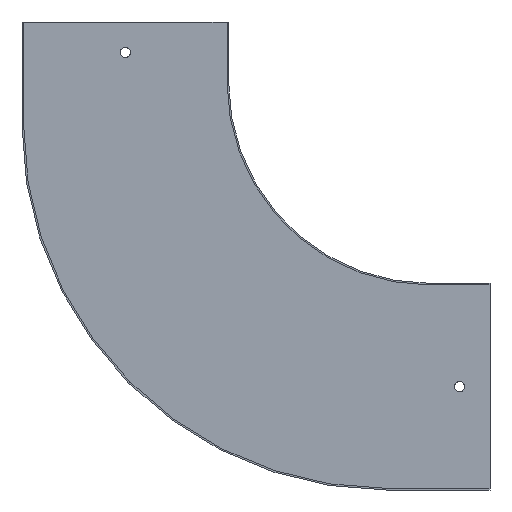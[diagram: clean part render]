
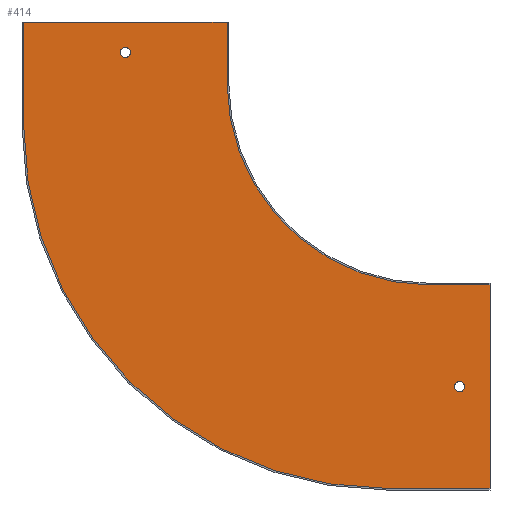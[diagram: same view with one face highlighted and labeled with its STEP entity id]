
A CAD part, front view. The second image highlights one B-rep face of the part: STEP entity #414.
In plain terms, the highlighted planar face has unit normal (0, -1, 0).
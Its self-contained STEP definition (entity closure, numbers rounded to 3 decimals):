
#2 = LINE ( 'NONE', #184, #4 ) ;
#3 = LINE ( 'NONE', #176, #6 ) ;
#4 = VECTOR ( 'NONE', #177, 1000. ) ;
#5 = LINE ( 'NONE', #163, #10 ) ;
#6 = VECTOR ( 'NONE', #183, 1000. ) ;
#7 = LINE ( 'NONE', #164, #12 ) ;
#8 = CIRCLE ( 'NONE', #549, 179.2 ) ;
#9 = LINE ( 'NONE', #167, #14 ) ;
#10 = VECTOR ( 'NONE', #170, 1000. ) ;
#11 = CIRCLE ( 'NONE', #464, 99.8 ) ;
#12 = VECTOR ( 'NONE', #149, 1000. ) ;
#14 = VECTOR ( 'NONE', #99, 1000. ) ;
#99 = DIRECTION ( 'NONE',  ( 1., 0., 0. ) ) ;
#116 = CARTESIAN_POINT ( 'NONE',  ( 165., 0., -182.5 ) ) ;
#119 = CARTESIAN_POINT ( 'NONE',  ( 0., 0., -17.5 ) ) ;
#129 = DIRECTION ( 'NONE',  ( 0., 0., 1. ) ) ;
#130 = CARTESIAN_POINT ( 'NONE',  ( 150., 0., -30. ) ) ;
#144 = DIRECTION ( 'NONE',  ( 0., 0., -1. ) ) ;
#145 = DIRECTION ( 'NONE',  ( 0., -1., 0. ) ) ;
#146 = CARTESIAN_POINT ( 'NONE',  ( 165., 0., -180. ) ) ;
#149 = DIRECTION ( 'NONE',  ( 0., 0., -1. ) ) ;
#153 = CARTESIAN_POINT ( 'NONE',  ( 129., 0., -51. ) ) ;
#157 = DIRECTION ( 'NONE',  ( 0., 0., 1. ) ) ;
#161 = DIRECTION ( 'NONE',  ( 0., -1., 0. ) ) ;
#162 = DIRECTION ( 'NONE',  ( 0., 1., 0. ) ) ;
#163 = CARTESIAN_POINT ( 'NONE',  ( 129., 0., -230.2 ) ) ;
#164 = CARTESIAN_POINT ( 'NONE',  ( 180., 0., -231. ) ) ;
#167 = CARTESIAN_POINT ( 'NONE',  ( 129., 0., -129.8 ) ) ;
#170 = DIRECTION ( 'NONE',  ( -1., 0., 0. ) ) ;
#176 = CARTESIAN_POINT ( 'NONE',  ( -50.2, 0., -51. ) ) ;
#177 = DIRECTION ( 'NONE',  ( 1., 0., 0. ) ) ;
#179 = DIRECTION ( 'NONE',  ( 0., 0., -1. ) ) ;
#180 = DIRECTION ( 'NONE',  ( 0., -1., 0. ) ) ;
#181 = CARTESIAN_POINT ( 'NONE',  ( 0., 0., -15. ) ) ;
#183 = DIRECTION ( 'NONE',  ( 0., 0., 1. ) ) ;
#184 = CARTESIAN_POINT ( 'NONE',  ( -51., 0., 0. ) ) ;
#188 = DIRECTION ( 'NONE',  ( 0., 0., -1. ) ) ;
#190 = CARTESIAN_POINT ( 'NONE',  ( 50.2, 0., -51. ) ) ;
#230 = FACE_OUTER_BOUND ( 'NONE', #364, .T. ) ;
#231 = FACE_BOUND ( 'NONE', #368, .T. ) ;
#239 = FACE_BOUND ( 'NONE', #367, .T. ) ;
#262 = CIRCLE ( 'NONE', #551, 2.5 ) ;
#264 = ORIENTED_EDGE ( 'NONE', *, *, #577, .F. ) ;
#265 = ORIENTED_EDGE ( 'NONE', *, *, #576, .F. ) ;
#266 = ORIENTED_EDGE ( 'NONE', *, *, #575, .F. ) ;
#267 = ORIENTED_EDGE ( 'NONE', *, *, #574, .F. ) ;
#269 = ORIENTED_EDGE ( 'NONE', *, *, #612, .F. ) ;
#270 = ORIENTED_EDGE ( 'NONE', *, *, #621, .F. ) ;
#272 = VERTEX_POINT ( 'NONE', #461 ) ;
#278 = VERTEX_POINT ( 'NONE', #463 ) ;
#282 = VERTEX_POINT ( 'NONE', #545 ) ;
#286 = VERTEX_POINT ( 'NONE', #539 ) ;
#289 = VERTEX_POINT ( 'NONE', #535 ) ;
#296 = VERTEX_POINT ( 'NONE', #528 ) ;
#297 = VERTEX_POINT ( 'NONE', #527 ) ;
#299 = VERTEX_POINT ( 'NONE', #525 ) ;
#332 = ORIENTED_EDGE ( 'NONE', *, *, #582, .F. ) ;
#333 = ORIENTED_EDGE ( 'NONE', *, *, #580, .F. ) ;
#334 = ORIENTED_EDGE ( 'NONE', *, *, #579, .F. ) ;
#335 = ORIENTED_EDGE ( 'NONE', *, *, #578, .F. ) ;
#364 = EDGE_LOOP ( 'NONE', ( #269, #266, #265, #264, #335, #334, #333, #332 ) ) ;
#367 = EDGE_LOOP ( 'NONE', ( #267 ) ) ;
#368 = EDGE_LOOP ( 'NONE', ( #270 ) ) ;
#414 = ADVANCED_FACE ( 'NONE', ( #231, #239, #230 ), #508, .F. ) ;
#434 = AXIS2_PLACEMENT_3D ( 'NONE', #146, #145, #144 ) ;
#461 = CARTESIAN_POINT ( 'NONE',  ( -50.2, 0., -51. ) ) ;
#463 = CARTESIAN_POINT ( 'NONE',  ( 50.2, 0., -30. ) ) ;
#464 = AXIS2_PLACEMENT_3D ( 'NONE', #130, #161, #129 ) ;
#503 = DIRECTION ( 'NONE',  ( 0., 0., 1. ) ) ;
#508 = PLANE ( 'NONE',  #568 ) ;
#510 = CARTESIAN_POINT ( 'NONE',  ( 129., 0., -51. ) ) ;
#517 = DIRECTION ( 'NONE',  ( 0., 1., 0. ) ) ;
#525 = CARTESIAN_POINT ( 'NONE',  ( 129., 0., -230.2 ) ) ;
#527 = CARTESIAN_POINT ( 'NONE',  ( 50.2, 0., 0. ) ) ;
#528 = CARTESIAN_POINT ( 'NONE',  ( 180., 0., -129.8 ) ) ;
#535 = CARTESIAN_POINT ( 'NONE',  ( -50.2, 0., 0. ) ) ;
#539 = CARTESIAN_POINT ( 'NONE',  ( 180., 0., -230.2 ) ) ;
#545 = CARTESIAN_POINT ( 'NONE',  ( 150., 0., -129.8 ) ) ;
#549 = AXIS2_PLACEMENT_3D ( 'NONE', #153, #162, #157 ) ;
#551 = AXIS2_PLACEMENT_3D ( 'NONE', #181, #180, #179 ) ;
#568 = AXIS2_PLACEMENT_3D ( 'NONE', #510, #517, #503 ) ;
#574 = EDGE_CURVE ( 'NONE', #683, #683, #262, .T. ) ;
#575 = EDGE_CURVE ( 'NONE', #289, #297, #2, .T. ) ;
#576 = EDGE_CURVE ( 'NONE', #272, #289, #3, .T. ) ;
#577 = EDGE_CURVE ( 'NONE', #299, #272, #8, .T. ) ;
#578 = EDGE_CURVE ( 'NONE', #286, #299, #5, .T. ) ;
#579 = EDGE_CURVE ( 'NONE', #296, #286, #7, .T. ) ;
#580 = EDGE_CURVE ( 'NONE', #282, #296, #9, .T. ) ;
#582 = EDGE_CURVE ( 'NONE', #278, #282, #11, .T. ) ;
#612 = EDGE_CURVE ( 'NONE', #297, #278, #679, .T. ) ;
#621 = EDGE_CURVE ( 'NONE', #709, #709, #694, .T. ) ;
#679 = LINE ( 'NONE', #190, #682 ) ;
#682 = VECTOR ( 'NONE', #188, 1000. ) ;
#683 = VERTEX_POINT ( 'NONE', #119 ) ;
#694 = CIRCLE ( 'NONE', #434, 2.5 ) ;
#709 = VERTEX_POINT ( 'NONE', #116 ) ;
